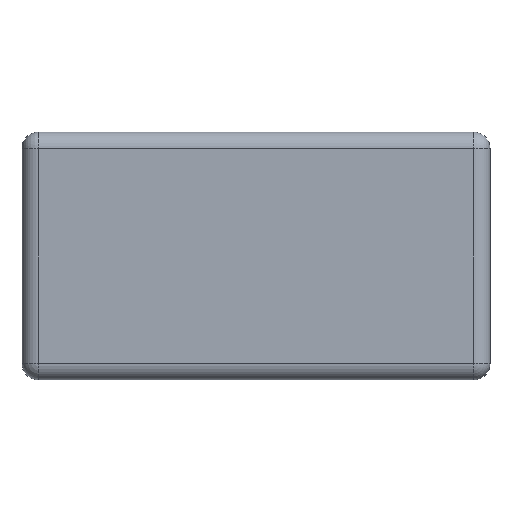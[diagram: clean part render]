
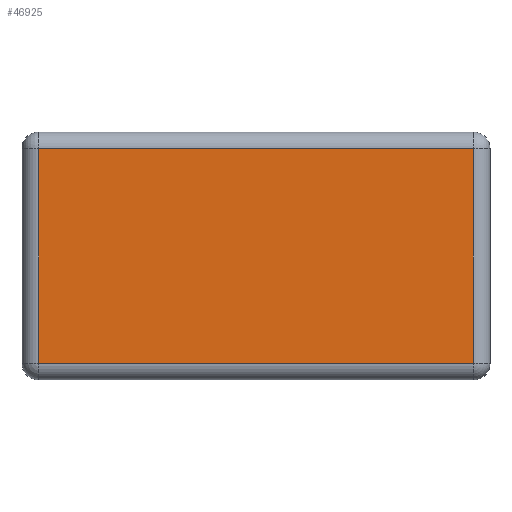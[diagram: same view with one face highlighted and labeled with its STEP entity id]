
A CAD part, front view. The second image highlights one B-rep face of the part: STEP entity #46925.
In plain terms, the highlighted planar face has unit normal (0, -1, 0).
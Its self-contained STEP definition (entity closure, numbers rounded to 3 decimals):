
#7081 = VECTOR ( 'NONE', #187623, 1000. ) ;
#8047 = DIRECTION ( 'NONE',  ( 0., -1., 0. ) ) ;
#12562 = ORIENTED_EDGE ( 'NONE', *, *, #154878, .T. ) ;
#25060 = ORIENTED_EDGE ( 'NONE', *, *, #73093, .T. ) ;
#32162 = LINE ( 'NONE', #95163, #183721 ) ;
#40209 = VERTEX_POINT ( 'NONE', #60604 ) ;
#41081 = CARTESIAN_POINT ( 'NONE',  ( 0., -326.999, 0. ) ) ;
#42078 = PLANE ( 'NONE',  #131043 ) ;
#45654 = CARTESIAN_POINT ( 'NONE',  ( 0., -326.999, 518.8 ) ) ;
#45879 = CARTESIAN_POINT ( 'NONE',  ( 1050.613, -326.999, 518.8 ) ) ;
#46925 = ADVANCED_FACE ( 'NONE', ( #198141 ), #42078, .T. ) ;
#60604 = CARTESIAN_POINT ( 'NONE',  ( 1050.613, -326.999, -518.8 ) ) ;
#66664 = VERTEX_POINT ( 'NONE', #45879 ) ;
#73093 = EDGE_CURVE ( 'NONE', #40209, #66664, #126589, .T. ) ;
#82530 = CARTESIAN_POINT ( 'NONE',  ( -1050.613, -326.999, 518.8 ) ) ;
#88597 = DIRECTION ( 'NONE',  ( 0., 0., -1. ) ) ;
#92157 = EDGE_CURVE ( 'NONE', #66664, #108248, #107631, .T. ) ;
#95163 = CARTESIAN_POINT ( 'NONE',  ( 0., -326.999, -518.8 ) ) ;
#103300 = VECTOR ( 'NONE', #165843, 1000. ) ;
#107631 = LINE ( 'NONE', #45654, #158415 ) ;
#108248 = VERTEX_POINT ( 'NONE', #82530 ) ;
#108447 = ORIENTED_EDGE ( 'NONE', *, *, #92157, .T. ) ;
#117522 = CARTESIAN_POINT ( 'NONE',  ( -1050.613, -326.999, -518.8 ) ) ;
#125185 = DIRECTION ( 'NONE',  ( -1., 0., 0. ) ) ;
#125592 = CARTESIAN_POINT ( 'NONE',  ( 1050.613, -326.999, 0. ) ) ;
#126589 = LINE ( 'NONE', #125592, #7081 ) ;
#127161 = DIRECTION ( 'NONE',  ( 1., 0., 0. ) ) ;
#131043 = AXIS2_PLACEMENT_3D ( 'NONE', #41081, #8047, #88597 ) ;
#134263 = ORIENTED_EDGE ( 'NONE', *, *, #185722, .T. ) ;
#154878 = EDGE_CURVE ( 'NONE', #108248, #182980, #194846, .T. ) ;
#158415 = VECTOR ( 'NONE', #125185, 1000. ) ;
#161812 = EDGE_LOOP ( 'NONE', ( #12562, #134263, #25060, #108447 ) ) ;
#162804 = CARTESIAN_POINT ( 'NONE',  ( -1050.613, -326.999, 0. ) ) ;
#165843 = DIRECTION ( 'NONE',  ( 0., 0., -1. ) ) ;
#182980 = VERTEX_POINT ( 'NONE', #117522 ) ;
#183721 = VECTOR ( 'NONE', #127161, 1000. ) ;
#185722 = EDGE_CURVE ( 'NONE', #182980, #40209, #32162, .T. ) ;
#187623 = DIRECTION ( 'NONE',  ( 0., 0., 1. ) ) ;
#194846 = LINE ( 'NONE', #162804, #103300 ) ;
#198141 = FACE_OUTER_BOUND ( 'NONE', #161812, .T. ) ;
